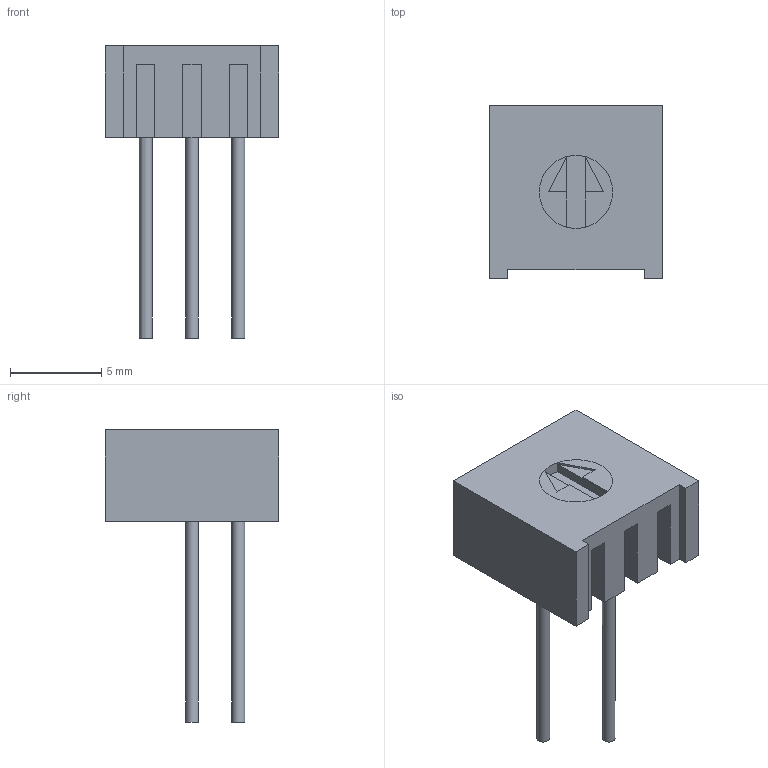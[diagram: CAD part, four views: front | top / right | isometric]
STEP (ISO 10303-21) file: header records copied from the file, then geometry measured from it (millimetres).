
FILE_DESCRIPTION(('FreeCAD Model'),'2;1');
FILE_NAME('Open CASCADE Shape Model','2023-02-23T13:44:10',(''),(''), 'Open CASCADE STEP processor 7.6','FreeCAD','Unknown');
FILE_SCHEMA(('AUTOMOTIVE_DESIGN { 1 0 10303 214 1 1 1 1 }'));
Length unit declared in the file: millimetre
Products named in the file (1): 3386P
Bounding box: 9.5 x 9.5 x 16 mm (x, y, z)
Volume: 428.2 mm3; surface area: 475.5 mm2
Topology: 1 solids, 1 shells, 43 faces, 104 edges, 67 vertices
Faces by surface type: plane 38, cylinder 5
Full cylindrical faces by diameter (mm): 0.7 x3
Entity records: 2759 total; most frequent: CARTESIAN_POINT 453, DIRECTION 408, LINE 283, VECTOR 283, ORIENTED_EDGE 208, PCURVE 208, DEFINITIONAL_REPRESENTATION 208, EDGE_CURVE 104
